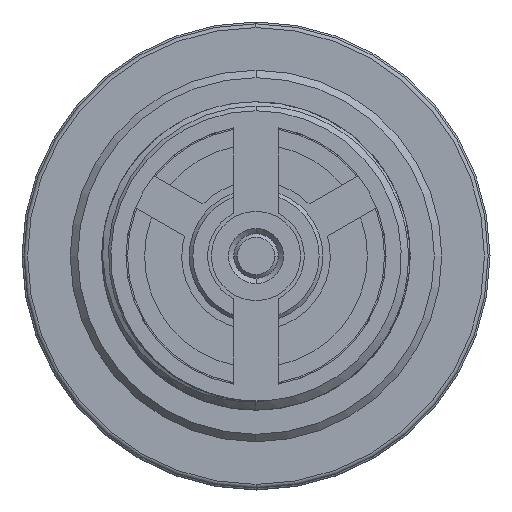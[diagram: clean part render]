
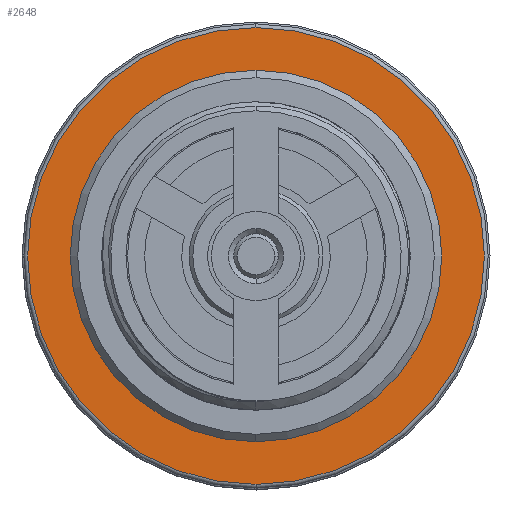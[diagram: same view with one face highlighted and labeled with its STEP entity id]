
A CAD part, front view. The second image highlights one B-rep face of the part: STEP entity #2648.
In plain terms, the highlighted planar face has unit normal (0, -1, 0).
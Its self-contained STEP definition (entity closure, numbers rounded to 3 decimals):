
#42 = CARTESIAN_POINT ( 'NONE',  ( 0., -6., 0. ) ) ;
#61 = AXIS2_PLACEMENT_3D ( 'NONE', #42, #2649, #7261 ) ;
#332 = CIRCLE ( 'NONE', #4171, 30.75 ) ;
#368 = EDGE_CURVE ( 'NONE', #8247, #1882, #332, .T. ) ;
#379 = CIRCLE ( 'NONE', #6967, 25. ) ;
#406 = EDGE_CURVE ( 'NONE', #8185, #5566, #4580, .T. ) ;
#1171 = FACE_BOUND ( 'NONE', #7094, .T. ) ;
#1362 = EDGE_LOOP ( 'NONE', ( #1890, #3840 ) ) ;
#1882 = VERTEX_POINT ( 'NONE', #6402 ) ;
#1890 = ORIENTED_EDGE ( 'NONE', *, *, #368, .F. ) ;
#1968 = DIRECTION ( 'NONE',  ( 0., 1., 0. ) ) ;
#1970 = EDGE_CURVE ( 'NONE', #1882, #8247, #2844, .T. ) ;
#2063 = DIRECTION ( 'NONE',  ( 0., 0., -1. ) ) ;
#2150 = AXIS2_PLACEMENT_3D ( 'NONE', #5950, #5305, #2063 ) ;
#2462 = CARTESIAN_POINT ( 'NONE',  ( 0., -6., 25. ) ) ;
#2648 = ADVANCED_FACE ( 'NONE', ( #3885, #1171 ), #6372, .T. ) ;
#2649 = DIRECTION ( 'NONE',  ( 0., -1., 0. ) ) ;
#2726 = ORIENTED_EDGE ( 'NONE', *, *, #406, .F. ) ;
#2844 = CIRCLE ( 'NONE', #2150, 30.75 ) ;
#3024 = DIRECTION ( 'NONE',  ( 0., 0., -1. ) ) ;
#3100 = CARTESIAN_POINT ( 'NONE',  ( 0., -6., 0. ) ) ;
#3149 = DIRECTION ( 'NONE',  ( 0., -1., 0. ) ) ;
#3840 = ORIENTED_EDGE ( 'NONE', *, *, #1970, .F. ) ;
#3885 = FACE_OUTER_BOUND ( 'NONE', #1362, .T. ) ;
#4171 = AXIS2_PLACEMENT_3D ( 'NONE', #4722, #1968, #7210 ) ;
#4580 = CIRCLE ( 'NONE', #61, 25. ) ;
#4722 = CARTESIAN_POINT ( 'NONE',  ( 0., -6., 0. ) ) ;
#5174 = DIRECTION ( 'NONE',  ( 0., 0., -1. ) ) ;
#5305 = DIRECTION ( 'NONE',  ( 0., 1., 0. ) ) ;
#5566 = VERTEX_POINT ( 'NONE', #2462 ) ;
#5814 = CARTESIAN_POINT ( 'NONE',  ( 0., -6., -25. ) ) ;
#5822 = CARTESIAN_POINT ( 'NONE',  ( 0., -6., 0. ) ) ;
#5950 = CARTESIAN_POINT ( 'NONE',  ( 0., -6., 0. ) ) ;
#6100 = CARTESIAN_POINT ( 'NONE',  ( 0., -6., 30.75 ) ) ;
#6192 = ORIENTED_EDGE ( 'NONE', *, *, #7907, .T. ) ;
#6372 = PLANE ( 'NONE',  #6405 ) ;
#6402 = CARTESIAN_POINT ( 'NONE',  ( 0., -6., -30.75 ) ) ;
#6405 = AXIS2_PLACEMENT_3D ( 'NONE', #5822, #3149, #5174 ) ;
#6848 = DIRECTION ( 'NONE',  ( 0., 1., 0. ) ) ;
#6967 = AXIS2_PLACEMENT_3D ( 'NONE', #3100, #6848, #3024 ) ;
#7094 = EDGE_LOOP ( 'NONE', ( #6192, #2726 ) ) ;
#7210 = DIRECTION ( 'NONE',  ( 0., 0., 1. ) ) ;
#7261 = DIRECTION ( 'NONE',  ( 0., 0., -1. ) ) ;
#7907 = EDGE_CURVE ( 'NONE', #8185, #5566, #379, .T. ) ;
#8185 = VERTEX_POINT ( 'NONE', #5814 ) ;
#8247 = VERTEX_POINT ( 'NONE', #6100 ) ;
